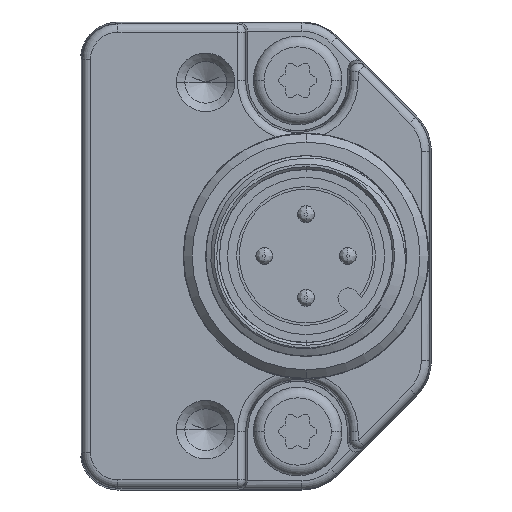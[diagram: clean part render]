
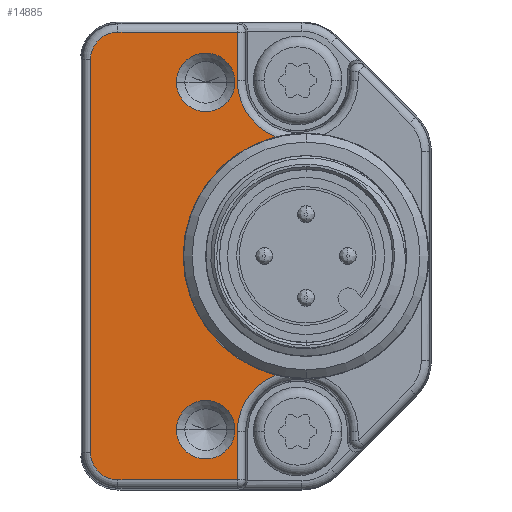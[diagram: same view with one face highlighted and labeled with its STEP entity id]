
A CAD part, left-side view. The second image highlights one B-rep face of the part: STEP entity #14885.
In plain terms, the highlighted planar face has unit normal (-1, 0, 0).
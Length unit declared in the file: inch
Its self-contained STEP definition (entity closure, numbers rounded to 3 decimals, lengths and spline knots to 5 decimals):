
#586=CARTESIAN_POINT('',(-0.49213,0.31496,
-0.41339));
#587=DIRECTION('',(1.,0.,0.));
#588=DIRECTION('',(0.,1.,0.));
#589=AXIS2_PLACEMENT_3D('',#586,#587,#588);
#591=DIRECTION('',(0.,0.,1.));
#592=VECTOR('',#591,0.11399);
#593=CARTESIAN_POINT('',(-0.49213,0.45723,
-0.52737));
#594=LINE('',#593,#592);
#595=DIRECTION('',(0.,-1.,0.));
#596=VECTOR('',#595,0.28096);
#597=CARTESIAN_POINT('',(-0.49213,0.73819,
-0.52737));
#598=LINE('',#597,#596);
#599=CARTESIAN_POINT('',(-0.49213,0.73819,
-0.4626));
#600=DIRECTION('',(-1.,0.,0.));
#601=DIRECTION('',(0.,1.,0.));
#602=AXIS2_PLACEMENT_3D('',#599,#600,#601);
#604=DIRECTION('',(0.,0.,-1.));
#605=VECTOR('',#604,0.9252);
#606=CARTESIAN_POINT('',(-0.49213,0.80296,
0.4626));
#607=LINE('',#606,#605);
#608=CARTESIAN_POINT('',(-0.49213,0.73819,
0.4626));
#609=DIRECTION('',(-1.,0.,0.));
#610=DIRECTION('',(0.,0.,1.));
#611=AXIS2_PLACEMENT_3D('',#608,#609,#610);
#613=DIRECTION('',(0.,1.,0.));
#614=VECTOR('',#613,0.28096);
#615=CARTESIAN_POINT('',(-0.49213,0.45723,
0.52737));
#616=LINE('',#615,#614);
#617=DIRECTION('',(0.,0.,1.));
#618=VECTOR('',#617,0.11399);
#619=CARTESIAN_POINT('',(-0.49213,0.45723,
0.41339));
#620=LINE('',#619,#618);
#621=CARTESIAN_POINT('',(-0.49213,0.31496,
0.41339));
#622=DIRECTION('',(1.,0.,0.));
#623=DIRECTION('',(0.,0.359,-0.933));
#624=AXIS2_PLACEMENT_3D('',#621,#622,#623);
#626=CARTESIAN_POINT('',(-0.49213,0.29528,0.));
#627=DIRECTION('',(-1.,0.,0.));
#628=DIRECTION('',(0.,0.244,0.97));
#629=AXIS2_PLACEMENT_3D('',#626,#627,#628);
#631=CARTESIAN_POINT('',(-0.49213,0.5315,
-0.40915));
#632=DIRECTION('',(1.,0.,0.));
#633=DIRECTION('',(0.,1.,0.));
#634=AXIS2_PLACEMENT_3D('',#631,#632,#633);
#636=CARTESIAN_POINT('',(-0.49213,0.5315,
-0.40915));
#637=DIRECTION('',(1.,0.,0.));
#638=DIRECTION('',(0.,-1.,0.));
#639=AXIS2_PLACEMENT_3D('',#636,#637,#638);
#641=CARTESIAN_POINT('',(-0.49213,0.5315,
0.40915));
#642=DIRECTION('',(1.,0.,0.));
#643=DIRECTION('',(0.,1.,0.));
#644=AXIS2_PLACEMENT_3D('',#641,#642,#643);
#646=CARTESIAN_POINT('',(-0.49213,0.5315,
0.40915));
#647=DIRECTION('',(1.,0.,0.));
#648=DIRECTION('',(0.,-1.,0.));
#649=AXIS2_PLACEMENT_3D('',#646,#647,#648);
#12543=CARTESIAN_POINT('',(-0.49213,0.80296,
-0.4626));
#12544=CARTESIAN_POINT('',(-0.49213,0.73819,
-0.52737));
#12545=VERTEX_POINT('',#12543);
#12546=VERTEX_POINT('',#12544);
#12551=CARTESIAN_POINT('',(-0.49213,0.80296,
0.4626));
#12552=VERTEX_POINT('',#12551);
#12555=CARTESIAN_POINT('',(-0.49213,0.73819,
0.52737));
#12556=VERTEX_POINT('',#12555);
#12579=CARTESIAN_POINT('',(-0.49213,0.60039,
-0.40915));
#12580=CARTESIAN_POINT('',(-0.49213,0.4626,
-0.40915));
#12581=VERTEX_POINT('',#12579);
#12582=VERTEX_POINT('',#12580);
#12587=CARTESIAN_POINT('',(-0.49213,0.60039,
0.40915));
#12588=CARTESIAN_POINT('',(-0.49213,0.4626,
0.40915));
#12589=VERTEX_POINT('',#12587);
#12590=VERTEX_POINT('',#12588);
#12623=CARTESIAN_POINT('',(-0.49213,0.45723,
-0.41339));
#12624=CARTESIAN_POINT('',(-0.49213,0.366,
-0.28059));
#12625=VERTEX_POINT('',#12623);
#12626=VERTEX_POINT('',#12624);
#12627=CARTESIAN_POINT('',(-0.49213,0.45723,
-0.52737));
#12628=VERTEX_POINT('',#12627);
#12651=CARTESIAN_POINT('',(-0.49213,0.366,
0.28059));
#12652=CARTESIAN_POINT('',(-0.49213,0.45723,
0.41339));
#12653=VERTEX_POINT('',#12651);
#12654=VERTEX_POINT('',#12652);
#12655=CARTESIAN_POINT('',(-0.49213,0.45723,
0.52737));
#12656=VERTEX_POINT('',#12655);
#14848=CARTESIAN_POINT('',(-0.49213,0.,0.));
#14849=DIRECTION('',(-1.,0.,0.));
#14850=DIRECTION('',(0.,0.,1.));
#14851=AXIS2_PLACEMENT_3D('',#14848,#14849,#14850);
#14852=PLANE('',#14851);
#14854=ORIENTED_EDGE('',*,*,#14853,.F.);
#14855=ORIENTED_EDGE('',*,*,#14838,.F.);
#14856=ORIENTED_EDGE('',*,*,#14815,.F.);
#14858=ORIENTED_EDGE('',*,*,#14857,.F.);
#14860=ORIENTED_EDGE('',*,*,#14859,.F.);
#14862=ORIENTED_EDGE('',*,*,#14861,.F.);
#14864=ORIENTED_EDGE('',*,*,#14863,.F.);
#14866=ORIENTED_EDGE('',*,*,#14865,.F.);
#14868=ORIENTED_EDGE('',*,*,#14867,.F.);
#14870=ORIENTED_EDGE('',*,*,#14869,.T.);
#14871=EDGE_LOOP('',(#14854,#14855,#14856,#14858,#14860,#14862,#14864,#14866,
#14868,#14870));
#14872=FACE_OUTER_BOUND('',#14871,.F.);
#14874=ORIENTED_EDGE('',*,*,#14873,.F.);
#14876=ORIENTED_EDGE('',*,*,#14875,.F.);
#14877=EDGE_LOOP('',(#14874,#14876));
#14878=FACE_BOUND('',#14877,.F.);
#14880=ORIENTED_EDGE('',*,*,#14879,.F.);
#14882=ORIENTED_EDGE('',*,*,#14881,.F.);
#14883=EDGE_LOOP('',(#14880,#14882));
#14884=FACE_BOUND('',#14883,.F.);
#14885=ADVANCED_FACE('',(#14872,#14878,#14884),#14852,.T.);
#590=CIRCLE('',#589,0.14227);
#603=CIRCLE('',#602,0.06477);
#612=CIRCLE('',#611,0.06477);
#625=CIRCLE('',#624,0.14227);
#630=CIRCLE('',#629,0.28937);
#635=CIRCLE('',#634,0.0689);
#640=CIRCLE('',#639,0.0689);
#645=CIRCLE('',#644,0.0689);
#650=CIRCLE('',#649,0.0689);
#14815=EDGE_CURVE('',#12546,#12628,#598,.T.);
#14838=EDGE_CURVE('',#12628,#12625,#594,.T.);
#14853=EDGE_CURVE('',#12625,#12626,#590,.T.);
#14857=EDGE_CURVE('',#12545,#12546,#603,.T.);
#14859=EDGE_CURVE('',#12552,#12545,#607,.T.);
#14861=EDGE_CURVE('',#12556,#12552,#612,.T.);
#14863=EDGE_CURVE('',#12656,#12556,#616,.T.);
#14865=EDGE_CURVE('',#12654,#12656,#620,.T.);
#14867=EDGE_CURVE('',#12653,#12654,#625,.T.);
#14869=EDGE_CURVE('',#12653,#12626,#630,.T.);
#14873=EDGE_CURVE('',#12581,#12582,#635,.T.);
#14875=EDGE_CURVE('',#12582,#12581,#640,.T.);
#14879=EDGE_CURVE('',#12589,#12590,#645,.T.);
#14881=EDGE_CURVE('',#12590,#12589,#650,.T.);
